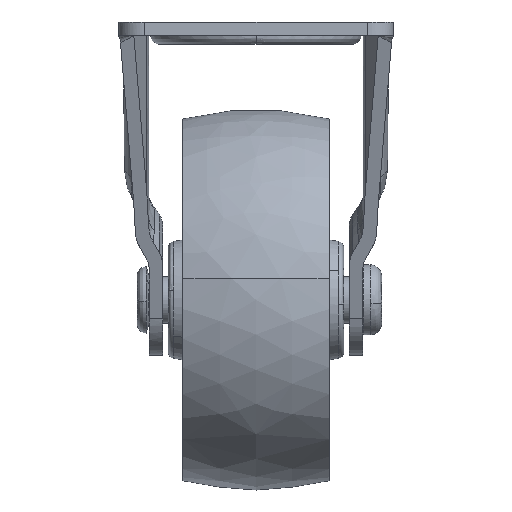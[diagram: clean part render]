
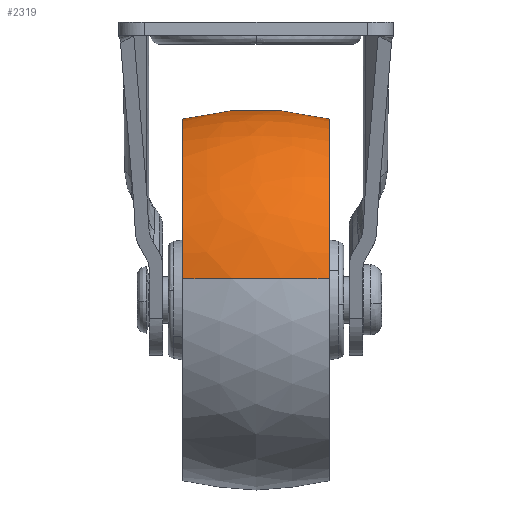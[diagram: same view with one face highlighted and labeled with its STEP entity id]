
A CAD part, left-side view. The second image highlights one B-rep face of the part: STEP entity #2319.
In plain terms, the highlighted free-form (B-spline) face has degree [2, 2] with [5, 3] control points.
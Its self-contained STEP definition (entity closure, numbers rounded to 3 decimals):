
#2127=CARTESIAN_POINT('',(-30.706,-12.5,3.569));
#2128=VERTEX_POINT('',#2127);
#2148=CARTESIAN_POINT('',(-30.706,12.5,3.569));
#2149=VERTEX_POINT('',#2148);
#2150=CARTESIAN_POINT('',(-30.706,-12.5,3.569));
#2151=CARTESIAN_POINT('',(-31.523,-9.314,3.664));
#2152=CARTESIAN_POINT('',(-32.308,-4.218,3.756));
#2153=CARTESIAN_POINT('',(-32.308,4.218,3.756));
#2154=CARTESIAN_POINT('',(-31.523,9.314,3.664));
#2155=CARTESIAN_POINT('',(-30.706,12.5,3.569));
#2156=B_SPLINE_CURVE_WITH_KNOTS('',3,(#2150,#2151,#2152,#2153,#2154,#2155),.UNSPECIFIED.,.F.,.U.,(4,1,1,4),(0.,9.87,15.398,25.268),.UNSPECIFIED.);
#2157=EDGE_CURVE('',#2128,#2149,#2156,.T.);
#2196=CARTESIAN_POINT('',(0.0,12.5,30.912));
#2197=VERTEX_POINT('',#2196);
#2214=CARTESIAN_POINT('',(0.0,-12.5,30.912));
#2215=VERTEX_POINT('',#2214);
#2216=CARTESIAN_POINT('',(0.0,-12.5,30.912));
#2217=CARTESIAN_POINT('',(0.0,-9.06,31.801));
#2218=CARTESIAN_POINT('',(0.0,-3.167,32.667));
#2219=CARTESIAN_POINT('',(0.0,5.273,32.4));
#2220=CARTESIAN_POINT('',(0.0,10.079,31.538));
#2221=CARTESIAN_POINT('',(0.0,12.5,30.912));
#2222=B_SPLINE_CURVE_WITH_KNOTS('',3,(#2216,#2217,#2218,#2219,#2220,#2221),.UNSPECIFIED.,.F.,.U.,(4,1,1,4),(0.,10.66,17.767,25.268),.UNSPECIFIED.);
#2223=EDGE_CURVE('',#2215,#2197,#2222,.T.);
#2262=CARTESIAN_POINT('',(0.0,-13.756,30.571));
#2263=CARTESIAN_POINT('',(0.0,-7.013,32.5));
#2264=CARTESIAN_POINT('',(0.0,0.0,32.5));
#2265=CARTESIAN_POINT('',(0.0,7.013,32.5));
#2266=CARTESIAN_POINT('',(0.0,13.756,30.571));
#2267=CARTESIAN_POINT('',(-27.223,-13.756,30.571));
#2268=CARTESIAN_POINT('',(-28.941,-7.013,32.5));
#2269=CARTESIAN_POINT('',(-28.941,0.0,32.5));
#2270=CARTESIAN_POINT('',(-28.941,7.013,32.5));
#2271=CARTESIAN_POINT('',(-27.223,13.756,30.571));
#2272=CARTESIAN_POINT('',(-30.366,-13.756,3.53));
#2273=CARTESIAN_POINT('',(-32.283,-7.013,3.753));
#2274=CARTESIAN_POINT('',(-32.283,0.0,3.753));
#2275=CARTESIAN_POINT('',(-32.283,7.013,3.753));
#2276=CARTESIAN_POINT('',(-30.366,13.756,3.53));
#2284=(BOUNDED_SURFACE()B_SPLINE_SURFACE(2,2,((#2262,#2267,#2272),(#2263,#2268,#2273),(#2264,#2269,#2274),(#2265,#2270,#2275),(#2266,#2271,#2276)),.UNSPECIFIED.,.F.,.F.,.U.)B_SPLINE_SURFACE_WITH_KNOTS((3,2,3),(3,3),(0.0,14.359,28.719),(0.0,49.486),.UNSPECIFIED.)GEOMETRIC_REPRESENTATION_ITEM()RATIONAL_B_SPLINE_SURFACE(((0.936,0.684,0.895),(0.958,0.7,0.917),(1.0,0.731,0.957),(0.958,0.7,0.917),(0.936,0.684,0.895)))REPRESENTATION_ITEM('')SURFACE());
#2285=CARTESIAN_POINT('',(0.0,-12.5,30.912));
#2286=CARTESIAN_POINT('',(-2.343,-12.5,30.913));
#2287=CARTESIAN_POINT('',(-5.739,-12.5,30.524));
#2288=CARTESIAN_POINT('',(-11.152,-12.5,28.977));
#2289=CARTESIAN_POINT('',(-15.421,-12.5,26.979));
#2290=CARTESIAN_POINT('',(-19.164,-12.5,24.341));
#2291=CARTESIAN_POINT('',(-21.966,-12.5,21.846));
#2292=CARTESIAN_POINT('',(-24.235,-12.5,19.308));
#2293=CARTESIAN_POINT('',(-26.588,-12.5,15.944));
#2294=CARTESIAN_POINT('',(-28.322,-12.5,12.608));
#2295=CARTESIAN_POINT('',(-29.886,-12.5,8.309));
#2296=CARTESIAN_POINT('',(-30.489,-12.5,5.431));
#2297=CARTESIAN_POINT('',(-30.706,-12.5,3.569));
#2298=B_SPLINE_CURVE_WITH_KNOTS('',3,(#2285,#2286,#2287,#2288,#2289,#2290,#2291,#2292,#2293,#2294,#2295,#2296,#2297),.UNSPECIFIED.,.F.,.U.,(4,1,1,1,1,1,1,1,1,1,4),(0.,7.028,10.191,16.868,21.084,23.896,28.112,31.275,36.195,39.357,44.98),.UNSPECIFIED.);
#2299=EDGE_CURVE('',#2215,#2128,#2298,.T.);
#2300=ORIENTED_EDGE('',*,*,#2299,.F.);
#2301=ORIENTED_EDGE('',*,*,#2223,.T.);
#2302=CARTESIAN_POINT('',(0.0,12.5,30.912));
#2303=CARTESIAN_POINT('',(-1.874,12.5,30.912));
#2304=CARTESIAN_POINT('',(-5.74,12.5,30.56));
#2305=CARTESIAN_POINT('',(-10.944,12.5,29.072));
#2306=CARTESIAN_POINT('',(-15.812,12.5,26.726));
#2307=CARTESIAN_POINT('',(-19.561,12.5,24.084));
#2308=CARTESIAN_POINT('',(-23.382,12.5,20.44));
#2309=CARTESIAN_POINT('',(-26.425,12.5,16.39));
#2310=CARTESIAN_POINT('',(-29.327,12.5,10.484));
#2311=CARTESIAN_POINT('',(-30.395,12.5,6.246));
#2312=CARTESIAN_POINT('',(-30.706,12.5,3.569));
#2313=B_SPLINE_CURVE_WITH_KNOTS('',3,(#2302,#2303,#2304,#2305,#2306,#2307,#2308,#2309,#2310,#2311,#2312),.UNSPECIFIED.,.F.,.U.,(4,1,1,1,1,1,1,1,4),(0.,5.622,11.596,16.165,21.787,25.301,31.978,36.898,44.98),.UNSPECIFIED.);
#2314=EDGE_CURVE('',#2197,#2149,#2313,.T.);
#2315=ORIENTED_EDGE('',*,*,#2314,.T.);
#2316=ORIENTED_EDGE('',*,*,#2157,.F.);
#2317=EDGE_LOOP('',(#2300,#2301,#2315,#2316));
#2318=FACE_OUTER_BOUND('',#2317,.T.);
#2319=ADVANCED_FACE('',(#2318),#2284,.T.);
